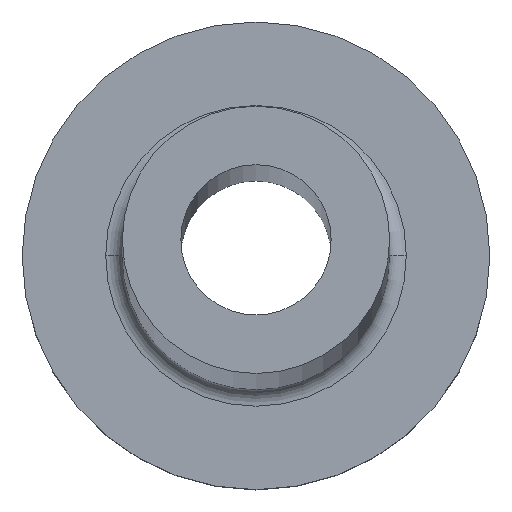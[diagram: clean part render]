
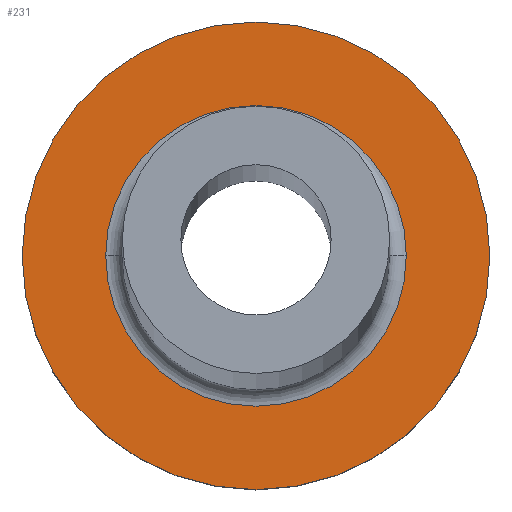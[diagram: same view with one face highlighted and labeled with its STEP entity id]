
A CAD part, top view. The second image highlights one B-rep face of the part: STEP entity #231.
In plain terms, the highlighted planar face has unit normal (0, 0, 1).
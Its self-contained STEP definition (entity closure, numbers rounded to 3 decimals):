
#1 = CARTESIAN_POINT ( 'NONE',  ( 7., 0., 5. ) ) ;
#16 = EDGE_CURVE ( 'NONE', #330, #302, #91, .T. ) ;
#24 = DIRECTION ( 'NONE',  ( 1., 0., 0. ) ) ;
#25 = AXIS2_PLACEMENT_3D ( 'NONE', #175, #170, #165 ) ;
#26 = DIRECTION ( 'NONE',  ( 1., 0., 0. ) ) ;
#38 = EDGE_LOOP ( 'NONE', ( #156, #101 ) ) ;
#62 = DIRECTION ( 'NONE',  ( 1., 0., 0. ) ) ;
#72 = ORIENTED_EDGE ( 'NONE', *, *, #291, .T. ) ;
#81 = CIRCLE ( 'NONE', #223, 4.5 ) ;
#85 = CARTESIAN_POINT ( 'NONE',  ( -7., 0., 5. ) ) ;
#91 = CIRCLE ( 'NONE', #25, 4.5 ) ;
#101 = ORIENTED_EDGE ( 'NONE', *, *, #328, .T. ) ;
#113 = CARTESIAN_POINT ( 'NONE',  ( 4.5, 0., 5. ) ) ;
#116 = AXIS2_PLACEMENT_3D ( 'NONE', #118, #377, #26 ) ;
#118 = CARTESIAN_POINT ( 'NONE',  ( 0., 0., 5. ) ) ;
#142 = CARTESIAN_POINT ( 'NONE',  ( -4.5, 0., 5. ) ) ;
#151 = CARTESIAN_POINT ( 'NONE',  ( 0., 0., 5. ) ) ;
#156 = ORIENTED_EDGE ( 'NONE', *, *, #259, .T. ) ;
#165 = DIRECTION ( 'NONE',  ( 1., 0., 0. ) ) ;
#170 = DIRECTION ( 'NONE',  ( 0., 0., -1. ) ) ;
#175 = CARTESIAN_POINT ( 'NONE',  ( 0., 0., 5. ) ) ;
#193 = ORIENTED_EDGE ( 'NONE', *, *, #16, .T. ) ;
#209 = DIRECTION ( 'NONE',  ( 0., 0., 1. ) ) ;
#223 = AXIS2_PLACEMENT_3D ( 'NONE', #151, #270, #24 ) ;
#231 = ADVANCED_FACE ( 'NONE', ( #293, #235 ), #325, .T. ) ;
#232 = CIRCLE ( 'NONE', #116, 7. ) ;
#235 = FACE_OUTER_BOUND ( 'NONE', #38, .T. ) ;
#244 = VERTEX_POINT ( 'NONE', #1 ) ;
#254 = EDGE_LOOP ( 'NONE', ( #72, #193 ) ) ;
#259 = EDGE_CURVE ( 'NONE', #300, #244, #232, .T. ) ;
#264 = DIRECTION ( 'NONE',  ( 1., 0., 0. ) ) ;
#267 = DIRECTION ( 'NONE',  ( 0., 0., 1. ) ) ;
#269 = CIRCLE ( 'NONE', #378, 7. ) ;
#270 = DIRECTION ( 'NONE',  ( 0., 0., -1. ) ) ;
#291 = EDGE_CURVE ( 'NONE', #302, #330, #81, .T. ) ;
#292 = CARTESIAN_POINT ( 'NONE',  ( 0., 0., 5. ) ) ;
#293 = FACE_BOUND ( 'NONE', #254, .T. ) ;
#294 = CARTESIAN_POINT ( 'NONE',  ( 0., 0., 5. ) ) ;
#300 = VERTEX_POINT ( 'NONE', #85 ) ;
#302 = VERTEX_POINT ( 'NONE', #113 ) ;
#325 = PLANE ( 'NONE',  #365 ) ;
#328 = EDGE_CURVE ( 'NONE', #244, #300, #269, .T. ) ;
#330 = VERTEX_POINT ( 'NONE', #142 ) ;
#365 = AXIS2_PLACEMENT_3D ( 'NONE', #294, #267, #62 ) ;
#377 = DIRECTION ( 'NONE',  ( 0., 0., 1. ) ) ;
#378 = AXIS2_PLACEMENT_3D ( 'NONE', #292, #209, #264 ) ;
